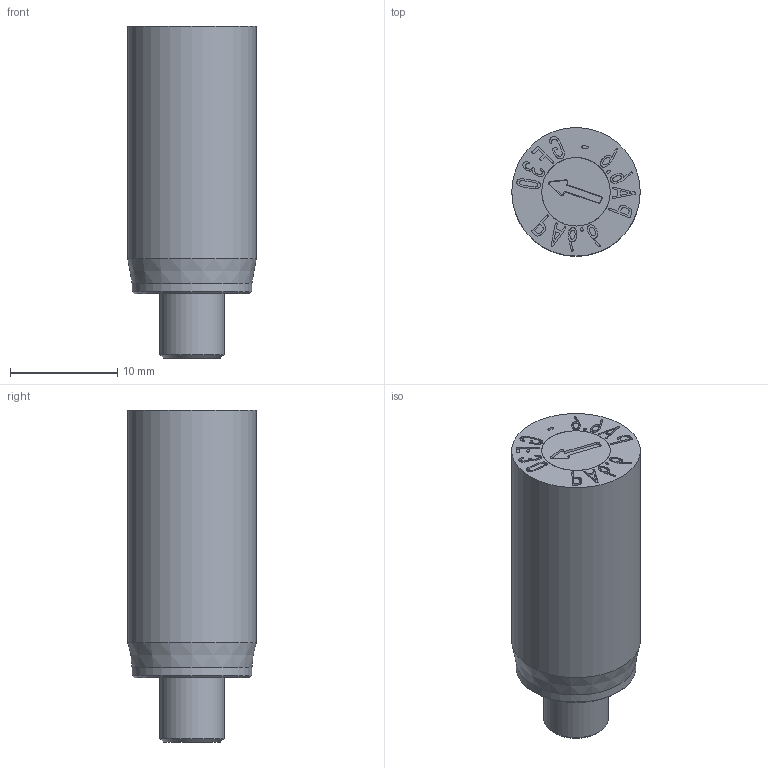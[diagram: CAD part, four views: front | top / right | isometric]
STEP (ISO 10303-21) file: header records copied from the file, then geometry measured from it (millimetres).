
FILE_DESCRIPTION(/* description */ (''),/* implementation_level */ '2;1');
FILE_NAME(/* name */ 'Dati-1200_R$12$00.stp',/* time_stamp */ '2025-08-07T17:56:58+02:00',/* author */ ('olafg'),/* organization */ (''),/* preprocessor_version */ 'ST-DEVELOPER v20',/* originating_system */ 'Autodesk Inventor 2024',/* authorisation */ '');
FILE_SCHEMA (('AUTOMOTIVE_DESIGN { 1 0 10303 214 3 1 1 }'));
Length unit declared in the file: millimetre
Products named in the file (4): Zusammenbau 1012; 1012-01-00 Hülse; 2012-05-00 Stelleinsatz; Gewindestift M6x10
Assembly tree (3 placements, depth 2):
  Zusammenbau 1012
    1012-01-00 Hülse
    2012-05-00 Stelleinsatz
    Gewindestift M6x10
Bounding box: 12 x 12 x 31 mm (x, y, z)
Volume: 2622.7 mm3; surface area: 2091.8 mm2
Topology: 3 solids, 3 shells, 285 faces, 752 edges, 500 vertices
Faces by surface type: bspline 163, plane 99, cone 14, cylinder 8, torus 1
Full cylindrical faces by diameter (mm): 3 x2, 6 x2, 6.4 x2, 11.2 x1, 12 x1
Entity records: 9788 total; most frequent: CARTESIAN_POINT 3667, ORIENTED_EDGE 1504, EDGE_CURVE 752, DIRECTION 727, VERTEX_POINT 500, LINE 383, VECTOR 383, B_SPLINE_CURVE_WITH_KNOTS 326
